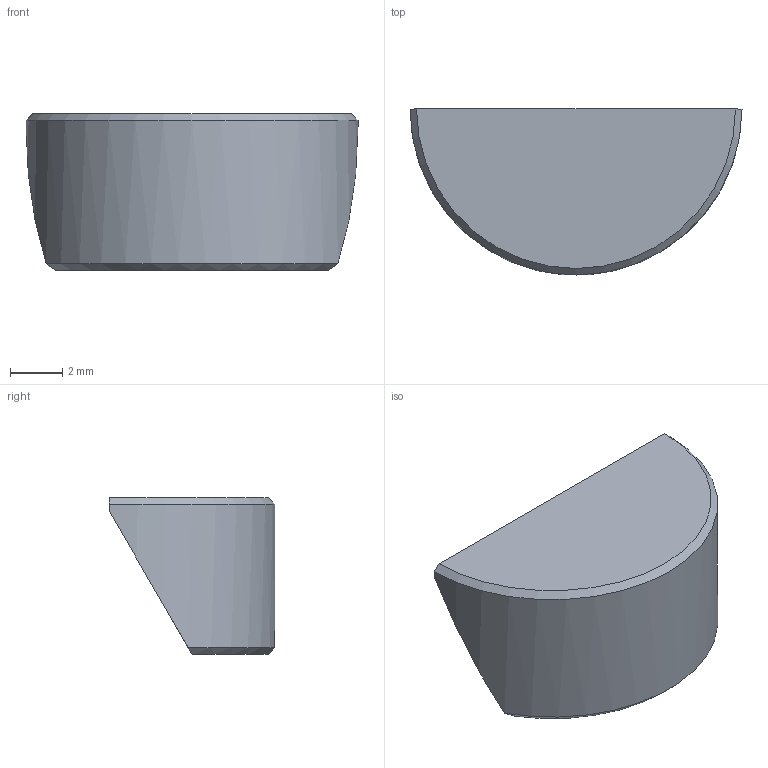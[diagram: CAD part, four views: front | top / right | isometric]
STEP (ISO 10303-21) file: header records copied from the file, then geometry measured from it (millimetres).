
FILE_DESCRIPTION (( 'STEP AP203' ), '1' );
FILE_NAME ('TTN227581-E0W.STEP', '2021-02-24T20:34:18', ( '' ), ( '' ), 'SwSTEP 2.0', 'SolidWorks 2018', '' );
FILE_SCHEMA (( 'CONFIG_CONTROL_DESIGN' ));
Length unit declared in the file: millimetre
Products named in the file (1): TTN227581-E0W
Bounding box: 12.7 x 6.35 x 6 mm (x, y, z)
Volume: 270.5 mm3; surface area: 268.4 mm2
Topology: 1 solids, 1 shells, 7 faces, 15 edges, 10 vertices
Faces by surface type: plane 4, cone 2, cylinder 1
Entity records: 272 total; most frequent: CARTESIAN_POINT 45, DIRECTION 31, ORIENTED_EDGE 30, EDGE_CURVE 15, AXIS2_PLACEMENT_3D 12, VERTEX_POINT 10, PERSON_AND_ORGANIZATION 8, FACE_OUTER_BOUND 7
